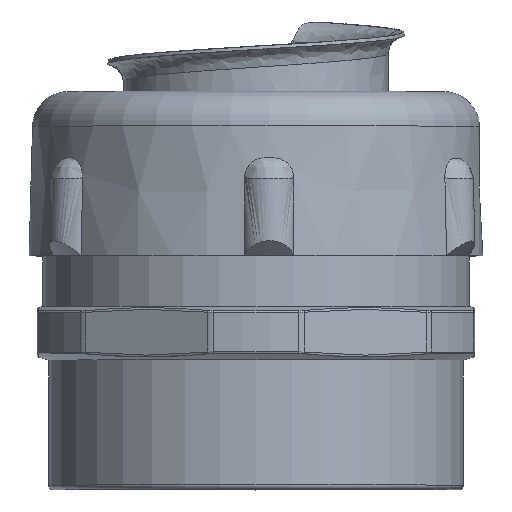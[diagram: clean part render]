
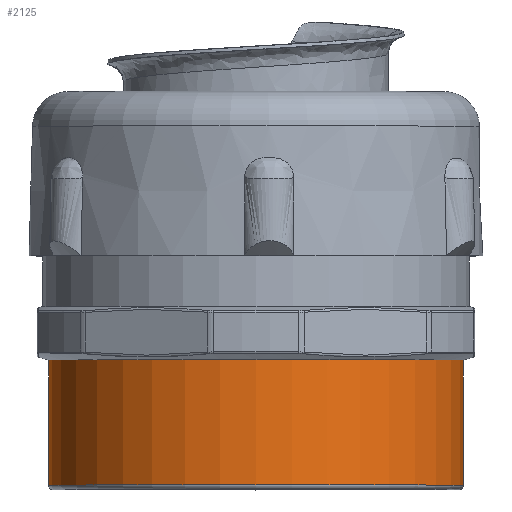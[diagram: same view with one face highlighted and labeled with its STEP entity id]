
A CAD part, top view. The second image highlights one B-rep face of the part: STEP entity #2125.
In plain terms, the highlighted cylindrical face has radius 23.35 mm (diameter 46.7 mm), a full revolution.
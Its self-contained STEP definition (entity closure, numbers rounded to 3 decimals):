
#510=FACE_OUTER_BOUND('',#643,.T.);
#643=EDGE_LOOP('',(#1953,#1954,#1955,#1956,#1957));
#685=LINE('',#6369,#724);
#724=VECTOR('',#2768,23.35);
#807=CIRCLE('',#2276,23.35);
#846=CIRCLE('',#2339,23.35);
#848=CIRCLE('',#2341,23.35);
#996=VERTEX_POINT('',#5770);
#1038=VERTEX_POINT('',#6363);
#1039=VERTEX_POINT('',#6364);
#1261=EDGE_CURVE('',#996,#996,#807,.T.);
#1343=EDGE_CURVE('',#1038,#1039,#846,.T.);
#1345=EDGE_CURVE('',#1039,#1038,#848,.T.);
#1346=EDGE_CURVE('',#996,#1038,#685,.T.);
#1953=ORIENTED_EDGE('',*,*,#1261,.F.);
#1954=ORIENTED_EDGE('',*,*,#1346,.T.);
#1955=ORIENTED_EDGE('',*,*,#1345,.F.);
#1956=ORIENTED_EDGE('',*,*,#1343,.F.);
#1957=ORIENTED_EDGE('',*,*,#1346,.F.);
#2001=CYLINDRICAL_SURFACE('',#2342,23.35);
#2125=ADVANCED_FACE('',(#510),#2001,.T.);
#2276=AXIS2_PLACEMENT_3D('',#5772,#2619,#2620);
#2339=AXIS2_PLACEMENT_3D('',#6365,#2760,#2761);
#2341=AXIS2_PLACEMENT_3D('',#6367,#2764,#2765);
#2342=AXIS2_PLACEMENT_3D('',#6368,#2766,#2767);
#2619=DIRECTION('center_axis',(0.,1.,0.));
#2620=DIRECTION('ref_axis',(1.,0.,0.));
#2760=DIRECTION('center_axis',(0.,-1.,0.));
#2761=DIRECTION('ref_axis',(1.,0.,0.));
#2764=DIRECTION('center_axis',(0.,-1.,0.));
#2765=DIRECTION('ref_axis',(1.,0.,0.));
#2766=DIRECTION('center_axis',(0.,1.,0.));
#2767=DIRECTION('ref_axis',(-1.,0.,0.));
#2768=DIRECTION('',(0.,-1.,0.));
#5770=CARTESIAN_POINT('',(23.35,14.6,0.));
#5772=CARTESIAN_POINT('Origin',(0.,14.6,0.));
#6363=CARTESIAN_POINT('',(23.35,0.5,0.));
#6364=CARTESIAN_POINT('',(0.,0.5,-23.35));
#6365=CARTESIAN_POINT('Origin',(0.,0.5,0.));
#6367=CARTESIAN_POINT('Origin',(0.,0.5,0.));
#6368=CARTESIAN_POINT('Origin',(0.,7.3,0.));
#6369=CARTESIAN_POINT('',(23.35,7.3,0.));
